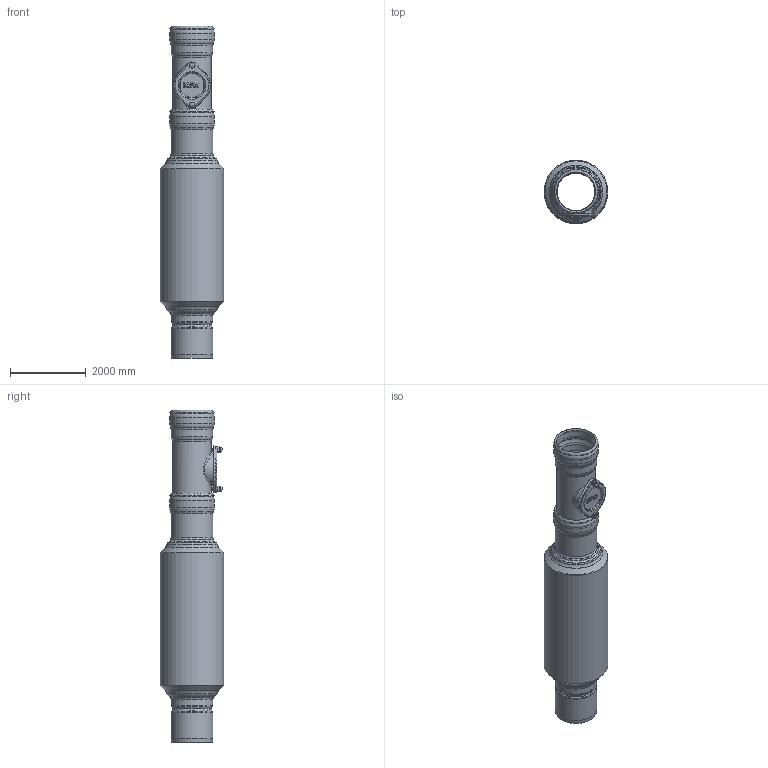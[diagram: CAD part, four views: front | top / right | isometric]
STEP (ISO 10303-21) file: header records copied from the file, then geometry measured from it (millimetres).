
FILE_DESCRIPTION(/* description */ (''),/* implementation_level */ '2;1');
FILE_NAME(/* name */ '05572.100X_3D.stp',/* time_stamp */ '2024-12-11T14:17:26+01:00',/* author */ ('CAD'),/* organization */ (''),/* preprocessor_version */ 'ST-DEVELOPER v20',/* originating_system */ 'AutoCAD Mechanical',/* authorisation */ '');
FILE_SCHEMA (('AUTOMOTIVE_DESIGN { 1 0 10303 214 3 1 1 }'));
Length unit declared in the file: centimetre
Products named in the file (4): Product; 05575.100X; 05576.100X; *S2
Assembly tree (3 placements, depth 2):
  Product
    05575.100X
    05576.100X
    *S2
Bounding box: 1683 x 1683 x 8770 mm (x, y, z)
Volume: 1076782308.5 mm3; surface area: 95821147.7 mm2
Topology: 14 solids, 14 shells, 277 faces, 658 edges, 416 vertices
Faces by surface type: plane 85, cone 81, torus 45, cylinder 40, bspline 21, sphere 5
Full cylindrical faces by diameter (mm): 66.47 x2, 80 x2, 100 x2, 125 x2, 700 x1, 800 x1, 830 x1, 920 x1, 1000 x1, 1030 x3, 1060 x3, 1068 x1, 1098 x1, 1100 x3, 1140 x1, 1148 x1, 1178 x1, 1180 x1, 1625 x1, 1683 x1
Entity records: 18890 total; most frequent: CARTESIAN_POINT 12288, DIRECTION 1492, ORIENTED_EDGE 1302, AXIS2_PLACEMENT_3D 661, EDGE_CURVE 651, VERTEX_POINT 412, CIRCLE 329, EDGE_LOOP 311
